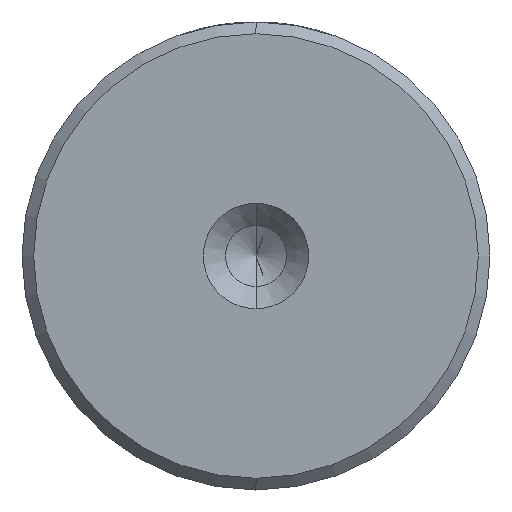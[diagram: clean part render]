
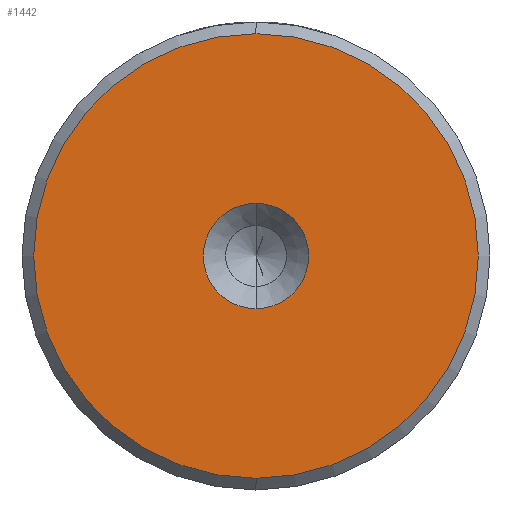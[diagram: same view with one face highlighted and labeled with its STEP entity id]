
A CAD part, left-side view. The second image highlights one B-rep face of the part: STEP entity #1442.
In plain terms, the highlighted planar face has unit normal (-1, 0, 0).
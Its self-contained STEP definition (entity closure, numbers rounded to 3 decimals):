
#83 = DIRECTION ( 'NONE',  ( -1., 0., 0. ) ) ;
#86 = DIRECTION ( 'NONE',  ( -1., 0., 0. ) ) ;
#98 = DIRECTION ( 'NONE',  ( 0., 0., 1. ) ) ;
#341 = CARTESIAN_POINT ( 'NONE',  ( 0., 0., 0. ) ) ;
#359 = CIRCLE ( 'NONE', #2292, 9.5 ) ;
#366 = ORIENTED_EDGE ( 'NONE', *, *, #1096, .F. ) ;
#535 = DIRECTION ( 'NONE',  ( 0., 0., 1. ) ) ;
#597 = AXIS2_PLACEMENT_3D ( 'NONE', #341, #1677, #535 ) ;
#612 = CARTESIAN_POINT ( 'NONE',  ( 0., 0., -2.25 ) ) ;
#643 = ORIENTED_EDGE ( 'NONE', *, *, #676, .F. ) ;
#676 = EDGE_CURVE ( 'NONE', #1681, #1861, #1757, .T. ) ;
#693 = CARTESIAN_POINT ( 'NONE',  ( 0., 0., 0. ) ) ;
#845 = CARTESIAN_POINT ( 'NONE',  ( 0., 0., 0. ) ) ;
#885 = DIRECTION ( 'NONE',  ( 0., 0., 1. ) ) ;
#911 = FACE_OUTER_BOUND ( 'NONE', #2385, .T. ) ;
#1054 = CIRCLE ( 'NONE', #1139, 2.25 ) ;
#1096 = EDGE_CURVE ( 'NONE', #1861, #1681, #1054, .T. ) ;
#1139 = AXIS2_PLACEMENT_3D ( 'NONE', #1224, #83, #1425 ) ;
#1212 = EDGE_CURVE ( 'NONE', #1743, #2276, #359, .T. ) ;
#1224 = CARTESIAN_POINT ( 'NONE',  ( 0., 0., 0. ) ) ;
#1241 = CARTESIAN_POINT ( 'NONE',  ( 0., 0., -9.5 ) ) ;
#1243 = DIRECTION ( 'NONE',  ( -1., 0., 0. ) ) ;
#1397 = CARTESIAN_POINT ( 'NONE',  ( 0., 0., 9.5 ) ) ;
#1418 = FACE_BOUND ( 'NONE', #2404, .T. ) ;
#1425 = DIRECTION ( 'NONE',  ( 0., 0., 1. ) ) ;
#1429 = DIRECTION ( 'NONE',  ( 0., 0., 1. ) ) ;
#1442 = ADVANCED_FACE ( 'NONE', ( #911, #1418 ), #1988, .T. ) ;
#1457 = EDGE_CURVE ( 'NONE', #2276, #1743, #2371, .T. ) ;
#1635 = ORIENTED_EDGE ( 'NONE', *, *, #1212, .T. ) ;
#1677 = DIRECTION ( 'NONE',  ( -1., 0., 0. ) ) ;
#1681 = VERTEX_POINT ( 'NONE', #612 ) ;
#1743 = VERTEX_POINT ( 'NONE', #1241 ) ;
#1757 = CIRCLE ( 'NONE', #597, 2.25 ) ;
#1766 = ORIENTED_EDGE ( 'NONE', *, *, #1457, .T. ) ;
#1861 = VERTEX_POINT ( 'NONE', #2240 ) ;
#1988 = PLANE ( 'NONE',  #2117 ) ;
#2001 = AXIS2_PLACEMENT_3D ( 'NONE', #2389, #1243, #98 ) ;
#2027 = DIRECTION ( 'NONE',  ( -1., 0., 0. ) ) ;
#2117 = AXIS2_PLACEMENT_3D ( 'NONE', #845, #86, #1429 ) ;
#2240 = CARTESIAN_POINT ( 'NONE',  ( 0., 0., 2.25 ) ) ;
#2276 = VERTEX_POINT ( 'NONE', #1397 ) ;
#2292 = AXIS2_PLACEMENT_3D ( 'NONE', #693, #2027, #885 ) ;
#2371 = CIRCLE ( 'NONE', #2001, 9.5 ) ;
#2385 = EDGE_LOOP ( 'NONE', ( #1635, #1766 ) ) ;
#2389 = CARTESIAN_POINT ( 'NONE',  ( 0., 0., 0. ) ) ;
#2404 = EDGE_LOOP ( 'NONE', ( #366, #643 ) ) ;
